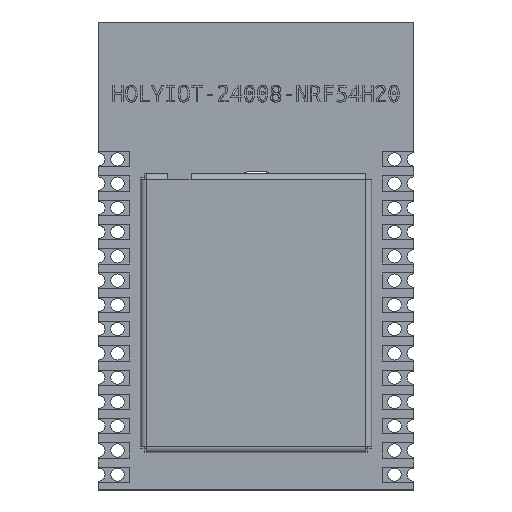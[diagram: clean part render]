
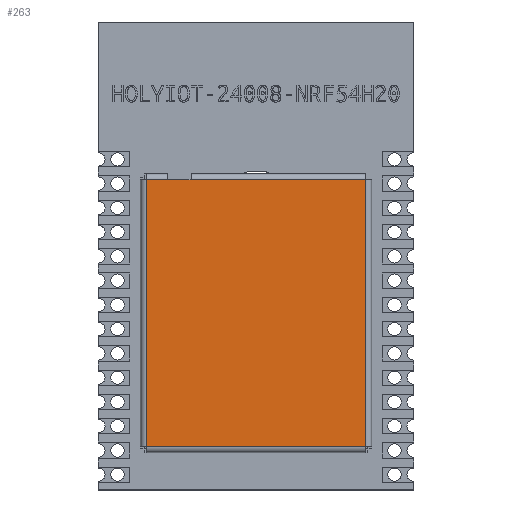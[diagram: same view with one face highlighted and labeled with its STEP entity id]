
A CAD part, top view. The second image highlights one B-rep face of the part: STEP entity #263.
In plain terms, the highlighted planar face has unit normal (0, 0, 1).
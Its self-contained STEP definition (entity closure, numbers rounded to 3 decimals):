
#76 = VERTEX_POINT('',#77);
#77 = CARTESIAN_POINT('',(7.,-5.75,0.2));
#118 = VERTEX_POINT('',#119);
#119 = CARTESIAN_POINT('',(-7.,-5.75,0.2));
#135 = EDGE_CURVE('',#118,#76,#136,.T.);
#136 = LINE('',#137,#138);
#137 = CARTESIAN_POINT('',(-7.,-5.75,0.2));
#138 = VECTOR('',#139,1.);
#139 = DIRECTION('',(1.,0.,0.));
#263 = ADVANCED_FACE('',(#264),#305,.T.);
#264 = FACE_BOUND('',#265,.T.);
#265 = EDGE_LOOP('',(#266,#274,#282,#290,#298,#304));
#266 = ORIENTED_EDGE('',*,*,#267,.T.);
#267 = EDGE_CURVE('',#76,#268,#270,.T.);
#268 = VERTEX_POINT('',#269);
#269 = CARTESIAN_POINT('',(7.,5.75,0.2));
#270 = LINE('',#271,#272);
#271 = CARTESIAN_POINT('',(7.,-5.75,0.2));
#272 = VECTOR('',#273,1.);
#273 = DIRECTION('',(0.,1.,0.));
#274 = ORIENTED_EDGE('',*,*,#275,.T.);
#275 = EDGE_CURVE('',#268,#276,#278,.T.);
#276 = VERTEX_POINT('',#277);
#277 = CARTESIAN_POINT('',(-7.,5.75,0.2));
#278 = LINE('',#279,#280);
#279 = CARTESIAN_POINT('',(7.,5.75,0.2));
#280 = VECTOR('',#281,1.);
#281 = DIRECTION('',(-1.,0.,0.));
#282 = ORIENTED_EDGE('',*,*,#283,.F.);
#283 = EDGE_CURVE('',#284,#276,#286,.T.);
#284 = VERTEX_POINT('',#285);
#285 = CARTESIAN_POINT('',(-7.,-3.4,0.2));
#286 = LINE('',#287,#288);
#287 = CARTESIAN_POINT('',(-7.,-3.4,0.2));
#288 = VECTOR('',#289,1.);
#289 = DIRECTION('',(0.,1.,0.));
#290 = ORIENTED_EDGE('',*,*,#291,.T.);
#291 = EDGE_CURVE('',#284,#292,#294,.T.);
#292 = VERTEX_POINT('',#293);
#293 = CARTESIAN_POINT('',(-7.,-4.65,0.2));
#294 = LINE('',#295,#296);
#295 = CARTESIAN_POINT('',(-7.,-3.4,0.2));
#296 = VECTOR('',#297,1.);
#297 = DIRECTION('',(0.,-1.,0.));
#298 = ORIENTED_EDGE('',*,*,#299,.F.);
#299 = EDGE_CURVE('',#118,#292,#300,.T.);
#300 = LINE('',#301,#302);
#301 = CARTESIAN_POINT('',(-7.,-5.75,0.2));
#302 = VECTOR('',#303,1.);
#303 = DIRECTION('',(0.,1.,0.));
#304 = ORIENTED_EDGE('',*,*,#135,.T.);
#305 = PLANE('',#306);
#306 = AXIS2_PLACEMENT_3D('',#307,#308,#309);
#307 = CARTESIAN_POINT('',(0.,0.,0.2));
#308 = DIRECTION('',(0.,0.,1.));
#309 = DIRECTION('',(1.,0.,0.));
